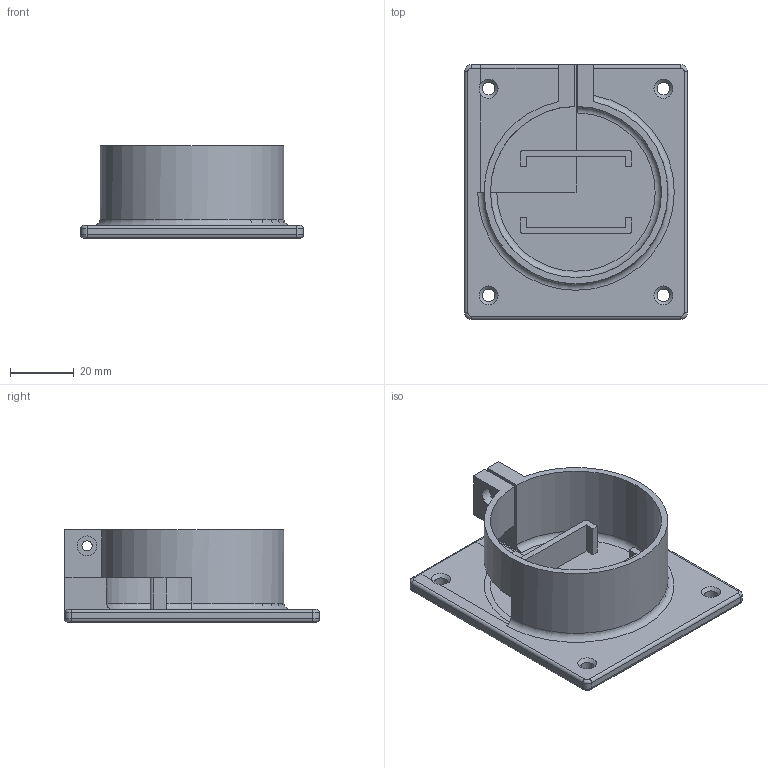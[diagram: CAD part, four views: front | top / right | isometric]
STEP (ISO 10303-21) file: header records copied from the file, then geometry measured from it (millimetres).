
FILE_DESCRIPTION(('FreeCAD Model'),'2;1');
FILE_NAME('Open CASCADE Shape Model','2022-08-19T16:23:05',('Author'),( ''),'Open CASCADE STEP processor 7.5','FreeCAD','Unknown');
FILE_SCHEMA(('AUTOMOTIVE_DESIGN { 1 0 10303 214 1 1 1 1 }'));
Length unit declared in the file: millimetre
Products named in the file (1): Body
Bounding box: 70 x 80 x 29 mm (x, y, z)
Volume: 33796 mm3; surface area: 22961.2 mm2
Topology: 1 solids, 1 shells, 89 faces, 234 edges, 149 vertices
Faces by surface type: plane 45, cylinder 30, torus 10, cone 4
Full cylindrical faces by diameter (mm): 3.2 x2, 4 x4, 6.2 x1
Entity records: 5997 total; most frequent: CARTESIAN_POINT 1166, DIRECTION 940, LINE 572, VECTOR 572, ORIENTED_EDGE 468, PCURVE 468, DEFINITIONAL_REPRESENTATION 468, EDGE_CURVE 234
